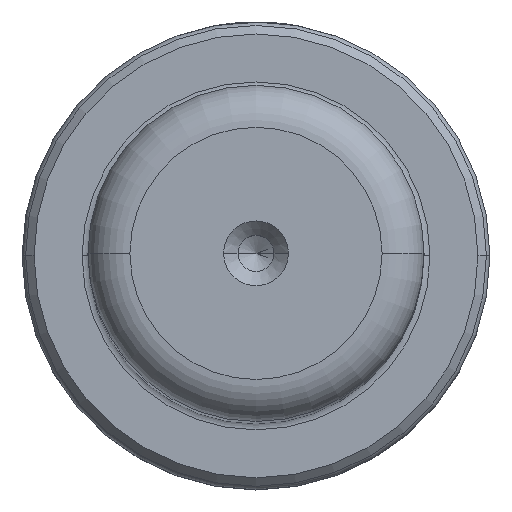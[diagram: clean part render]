
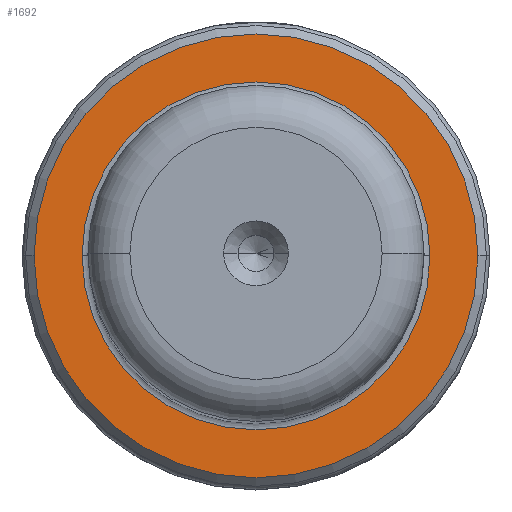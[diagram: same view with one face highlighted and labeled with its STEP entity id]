
A CAD part, top view. The second image highlights one B-rep face of the part: STEP entity #1692.
In plain terms, the highlighted planar face has unit normal (0, 0, 1).
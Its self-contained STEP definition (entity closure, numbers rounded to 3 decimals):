
#108 = VERTEX_POINT ( 'NONE', #650 ) ;
#132 = DIRECTION ( 'NONE',  ( -1., 0., 0. ) ) ;
#308 = EDGE_LOOP ( 'NONE', ( #2671, #3205 ) ) ;
#367 = CARTESIAN_POINT ( 'NONE',  ( 0., 0., 30. ) ) ;
#399 = DIRECTION ( 'NONE',  ( 1., 0., 0. ) ) ;
#435 = AXIS2_PLACEMENT_3D ( 'NONE', #2303, #2088, #3161 ) ;
#548 = CIRCLE ( 'NONE', #2496, 14.5 ) ;
#646 = EDGE_CURVE ( 'NONE', #1377, #1738, #3423, .T. ) ;
#650 = CARTESIAN_POINT ( 'NONE',  ( 18.5, 0., 30. ) ) ;
#664 = CIRCLE ( 'NONE', #2598, 18.5 ) ;
#951 = FACE_OUTER_BOUND ( 'NONE', #3107, .T. ) ;
#1022 = AXIS2_PLACEMENT_3D ( 'NONE', #3341, #1430, #2236 ) ;
#1105 = EDGE_CURVE ( 'NONE', #1738, #1377, #548, .T. ) ;
#1190 = EDGE_CURVE ( 'NONE', #3193, #108, #664, .T. ) ;
#1263 = CARTESIAN_POINT ( 'NONE',  ( 14.5, 0., 30. ) ) ;
#1377 = VERTEX_POINT ( 'NONE', #3235 ) ;
#1380 = AXIS2_PLACEMENT_3D ( 'NONE', #3032, #1937, #399 ) ;
#1381 = DIRECTION ( 'NONE',  ( 0., 0., 1. ) ) ;
#1430 = DIRECTION ( 'NONE',  ( 0., 0., 1. ) ) ;
#1433 = ORIENTED_EDGE ( 'NONE', *, *, #2878, .T. ) ;
#1668 = CARTESIAN_POINT ( 'NONE',  ( -18.5, 0., 30. ) ) ;
#1692 = ADVANCED_FACE ( 'NONE', ( #2483, #951 ), #2270, .T. ) ;
#1738 = VERTEX_POINT ( 'NONE', #1263 ) ;
#1937 = DIRECTION ( 'NONE',  ( 0., 0., 1. ) ) ;
#2088 = DIRECTION ( 'NONE',  ( 0., 0., -1. ) ) ;
#2221 = CARTESIAN_POINT ( 'NONE',  ( 0., 0., 30. ) ) ;
#2236 = DIRECTION ( 'NONE',  ( 1., 0., 0. ) ) ;
#2254 = DIRECTION ( 'NONE',  ( 0., 0., -1. ) ) ;
#2270 = PLANE ( 'NONE',  #1022 ) ;
#2303 = CARTESIAN_POINT ( 'NONE',  ( 0., 0., 30. ) ) ;
#2451 = DIRECTION ( 'NONE',  ( 1., 0., 0. ) ) ;
#2483 = FACE_BOUND ( 'NONE', #308, .T. ) ;
#2496 = AXIS2_PLACEMENT_3D ( 'NONE', #367, #2254, #132 ) ;
#2598 = AXIS2_PLACEMENT_3D ( 'NONE', #2221, #1381, #2451 ) ;
#2671 = ORIENTED_EDGE ( 'NONE', *, *, #646, .T. ) ;
#2878 = EDGE_CURVE ( 'NONE', #108, #3193, #3378, .T. ) ;
#2964 = ORIENTED_EDGE ( 'NONE', *, *, #1190, .T. ) ;
#3032 = CARTESIAN_POINT ( 'NONE',  ( 0., 0., 30. ) ) ;
#3107 = EDGE_LOOP ( 'NONE', ( #2964, #1433 ) ) ;
#3161 = DIRECTION ( 'NONE',  ( -1., 0., 0. ) ) ;
#3193 = VERTEX_POINT ( 'NONE', #1668 ) ;
#3205 = ORIENTED_EDGE ( 'NONE', *, *, #1105, .T. ) ;
#3235 = CARTESIAN_POINT ( 'NONE',  ( -14.5, 0., 30. ) ) ;
#3341 = CARTESIAN_POINT ( 'NONE',  ( 0., 0., 30. ) ) ;
#3378 = CIRCLE ( 'NONE', #1380, 18.5 ) ;
#3423 = CIRCLE ( 'NONE', #435, 14.5 ) ;
